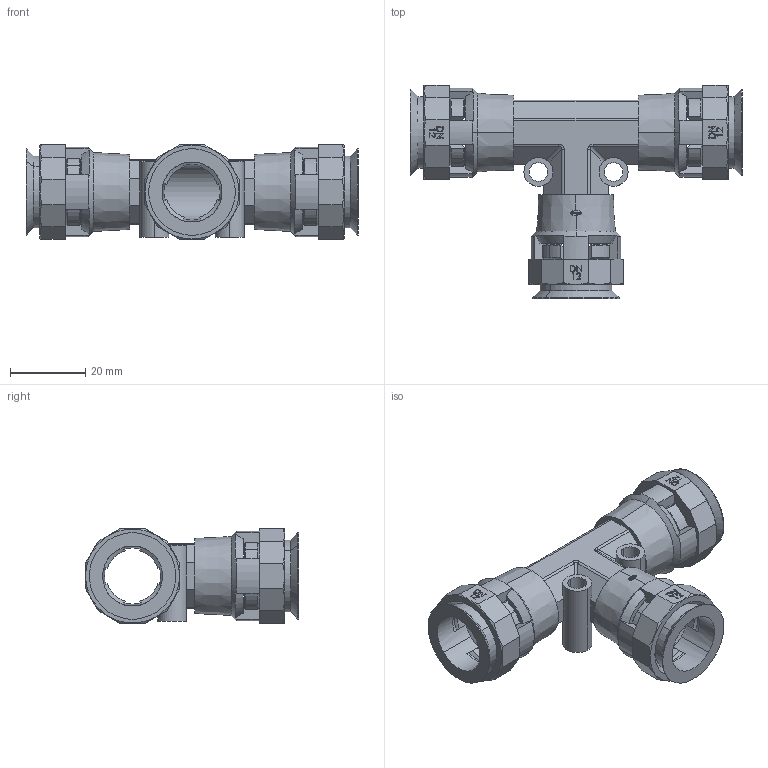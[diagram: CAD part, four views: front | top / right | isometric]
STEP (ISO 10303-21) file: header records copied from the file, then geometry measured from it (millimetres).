
FILE_DESCRIPTION (( 'STEP AP203' ), '1' );
FILE_NAME ('(TSD-121212-)_I3040_0026_02_0.STEP', '2012-06-20T05:41:31', ( 'Llorenç' ), ( '' ), 'SwSTEP 2.0', 'SolidWorks 2007', '' );
FILE_SCHEMA (( 'CONFIG_CONTROL_DESIGN' ));
Length unit declared in the file: millimetre
Products named in the file (1): (TSD-121212-)_I3040_0026_02_0
Bounding box: 88.41 x 56.76 x 25.11 mm (x, y, z)
Volume: 17555.4 mm3; surface area: 20474.6 mm2
Topology: 7 solids, 7 shells, 674 faces, 1848 edges, 1186 vertices
Faces by surface type: plane 255, cone 144, cylinder 140, bspline 135
Entity records: 25915 total; most frequent: CARTESIAN_POINT 9926, ORIENTED_EDGE 3696, DIRECTION 2769, EDGE_CURVE 1848, VERTEX_POINT 1186, AXIS2_PLACEMENT_3D 966, VECTOR 837, LINE 837
